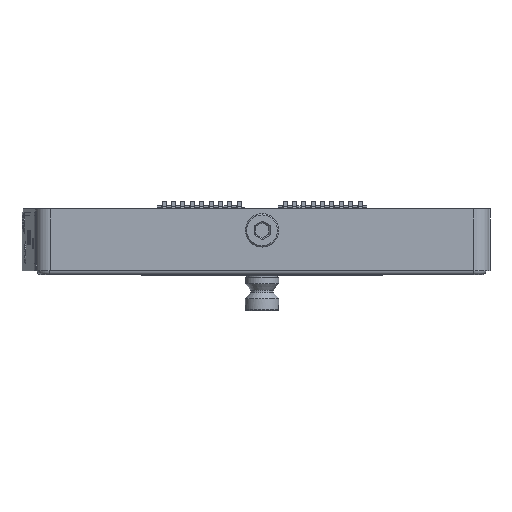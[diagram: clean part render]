
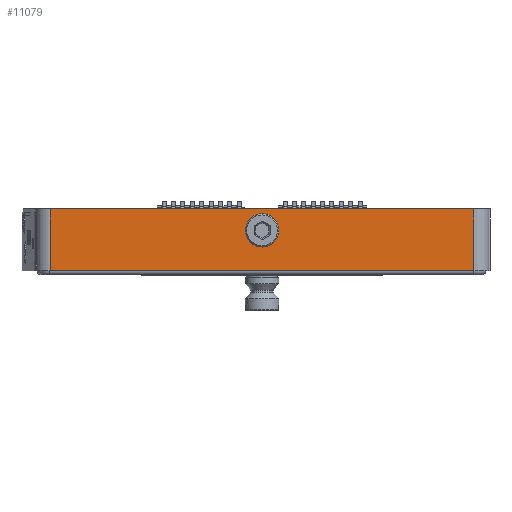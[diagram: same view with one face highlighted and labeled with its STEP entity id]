
A CAD part, left-side view. The second image highlights one B-rep face of the part: STEP entity #11079.
In plain terms, the highlighted planar face has unit normal (-1, 0, 0).
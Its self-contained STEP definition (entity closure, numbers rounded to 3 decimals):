
#229 = EDGE_CURVE ( 'NONE', #6951, #29521, #33552, .T. ) ;
#732 = ORIENTED_EDGE ( 'NONE', *, *, #229, .F. ) ;
#1428 = VECTOR ( 'NONE', #12620, 1000. ) ;
#3138 = EDGE_CURVE ( 'NONE', #33662, #35519, #10653, .T. ) ;
#4533 = CARTESIAN_POINT ( 'NONE',  ( -86., 4.5, 5.75 ) ) ;
#6301 = LINE ( 'NONE', #27431, #42105 ) ;
#6951 = VERTEX_POINT ( 'NONE', #28930 ) ;
#9462 = EDGE_LOOP ( 'NONE', ( #26109 ) ) ;
#9981 = DIRECTION ( 'NONE',  ( 0., -1., 0. ) ) ;
#10653 = LINE ( 'NONE', #12524, #1428 ) ;
#11079 = ADVANCED_FACE ( 'NONE', ( #42007, #32889 ), #17484, .T. ) ;
#11947 = ORIENTED_EDGE ( 'NONE', *, *, #3138, .T. ) ;
#12524 = CARTESIAN_POINT ( 'NONE',  ( -86., 4.5, -5.75 ) ) ;
#12620 = DIRECTION ( 'NONE',  ( 0., 0., 1. ) ) ;
#13034 = CARTESIAN_POINT ( 'NONE',  ( -86., 44., 1.75 ) ) ;
#13870 = VECTOR ( 'NONE', #18974, 1000. ) ;
#16363 = ORIENTED_EDGE ( 'NONE', *, *, #27004, .T. ) ;
#16552 = DIRECTION ( 'NONE',  ( 0., 1., 0. ) ) ;
#17170 = DIRECTION ( 'NONE',  ( 0., 0., 1. ) ) ;
#17218 = DIRECTION ( 'NONE',  ( -1., 0., 0. ) ) ;
#17258 = CARTESIAN_POINT ( 'NONE',  ( -86., 4.5, -5.75 ) ) ;
#17484 = PLANE ( 'NONE',  #26211 ) ;
#18391 = CIRCLE ( 'NONE', #30095, 3.125 ) ;
#18974 = DIRECTION ( 'NONE',  ( 0., 0., 1. ) ) ;
#19731 = CARTESIAN_POINT ( 'NONE',  ( -86., 83.5, -5.75 ) ) ;
#21024 = CARTESIAN_POINT ( 'NONE',  ( -86., 4.5, -5.75 ) ) ;
#23331 = VERTEX_POINT ( 'NONE', #34702 ) ;
#23513 = EDGE_CURVE ( 'NONE', #29521, #35519, #6301, .T. ) ;
#25758 = CARTESIAN_POINT ( 'NONE',  ( -86., 83.5, 5.75 ) ) ;
#26109 = ORIENTED_EDGE ( 'NONE', *, *, #35103, .T. ) ;
#26211 = AXIS2_PLACEMENT_3D ( 'NONE', #17258, #17218, #17170 ) ;
#26693 = CARTESIAN_POINT ( 'NONE',  ( -86., 4.5, -5.75 ) ) ;
#27004 = EDGE_CURVE ( 'NONE', #6951, #33662, #32109, .T. ) ;
#27431 = CARTESIAN_POINT ( 'NONE',  ( -86., 4.5, 5.75 ) ) ;
#28930 = CARTESIAN_POINT ( 'NONE',  ( -86., 83.5, -5.75 ) ) ;
#29521 = VERTEX_POINT ( 'NONE', #25758 ) ;
#30095 = AXIS2_PLACEMENT_3D ( 'NONE', #13034, #37447, #16552 ) ;
#31030 = VECTOR ( 'NONE', #38311, 1000. ) ;
#32109 = LINE ( 'NONE', #21024, #31030 ) ;
#32889 = FACE_OUTER_BOUND ( 'NONE', #42550, .T. ) ;
#33552 = LINE ( 'NONE', #19731, #13870 ) ;
#33662 = VERTEX_POINT ( 'NONE', #26693 ) ;
#34702 = CARTESIAN_POINT ( 'NONE',  ( -86., 47.125, 1.75 ) ) ;
#35103 = EDGE_CURVE ( 'NONE', #23331, #23331, #18391, .T. ) ;
#35519 = VERTEX_POINT ( 'NONE', #4533 ) ;
#35631 = ORIENTED_EDGE ( 'NONE', *, *, #23513, .F. ) ;
#37447 = DIRECTION ( 'NONE',  ( 1., 0., 0. ) ) ;
#38311 = DIRECTION ( 'NONE',  ( 0., -1., 0. ) ) ;
#42007 = FACE_BOUND ( 'NONE', #9462, .T. ) ;
#42105 = VECTOR ( 'NONE', #9981, 1000. ) ;
#42550 = EDGE_LOOP ( 'NONE', ( #35631, #732, #16363, #11947 ) ) ;
